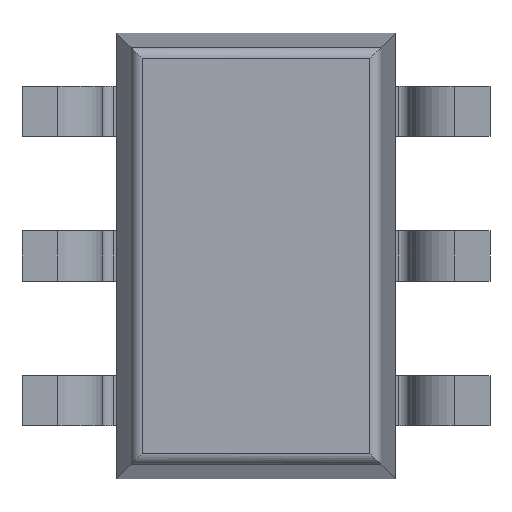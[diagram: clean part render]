
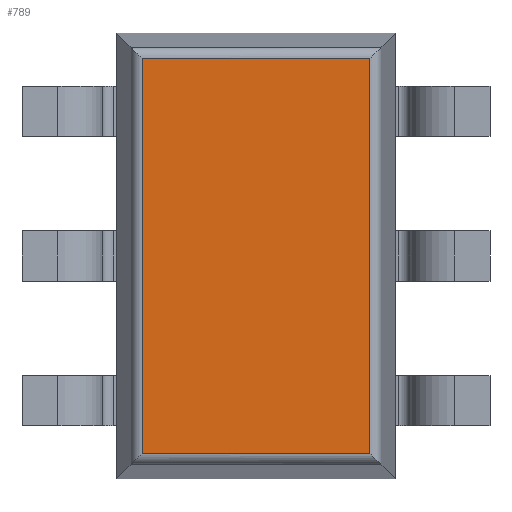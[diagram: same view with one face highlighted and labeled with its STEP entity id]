
A CAD part, front view. The second image highlights one B-rep face of the part: STEP entity #789.
In plain terms, the highlighted planar face has unit normal (0, -1, 0).
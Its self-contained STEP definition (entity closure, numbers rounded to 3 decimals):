
#23 = VERTEX_POINT ( 'NONE', #3120 ) ;
#126 = EDGE_CURVE ( 'NONE', #2535, #2817, #258, .T. ) ;
#156 = CARTESIAN_POINT ( 'NONE',  ( 0.511, 0.1, -0.886 ) ) ;
#258 = LINE ( 'NONE', #2572, #3076 ) ;
#283 = CARTESIAN_POINT ( 'NONE',  ( -0.511, 0.1, 0.886 ) ) ;
#297 = DIRECTION ( 'NONE',  ( 0., 0., -1. ) ) ;
#308 = LINE ( 'NONE', #1855, #1934 ) ;
#401 = VERTEX_POINT ( 'NONE', #156 ) ;
#422 = FACE_OUTER_BOUND ( 'NONE', #1518, .T. ) ;
#445 = PLANE ( 'NONE',  #2588 ) ;
#467 = ORIENTED_EDGE ( 'NONE', *, *, #2077, .T. ) ;
#481 = CARTESIAN_POINT ( 'NONE',  ( 0.511, 0.1, 0. ) ) ;
#725 = ORIENTED_EDGE ( 'NONE', *, *, #126, .T. ) ;
#789 = ADVANCED_FACE ( 'NONE', ( #422 ), #445, .T. ) ;
#1234 = LINE ( 'NONE', #481, #1448 ) ;
#1283 = CARTESIAN_POINT ( 'NONE',  ( 0., 0.1, -0.886 ) ) ;
#1448 = VECTOR ( 'NONE', #3280, 1000. ) ;
#1463 = CARTESIAN_POINT ( 'NONE',  ( 0., 0.1, 0. ) ) ;
#1498 = ORIENTED_EDGE ( 'NONE', *, *, #3236, .T. ) ;
#1518 = EDGE_LOOP ( 'NONE', ( #467, #1549, #725, #1498 ) ) ;
#1549 = ORIENTED_EDGE ( 'NONE', *, *, #2860, .T. ) ;
#1855 = CARTESIAN_POINT ( 'NONE',  ( 0., 0.1, 0.886 ) ) ;
#1934 = VECTOR ( 'NONE', #2130, 1000. ) ;
#2077 = EDGE_CURVE ( 'NONE', #401, #23, #1234, .T. ) ;
#2130 = DIRECTION ( 'NONE',  ( -1., 0., 0. ) ) ;
#2370 = DIRECTION ( 'NONE',  ( 0., -1., 0. ) ) ;
#2508 = CARTESIAN_POINT ( 'NONE',  ( -0.511, 0.1, -0.886 ) ) ;
#2535 = VERTEX_POINT ( 'NONE', #283 ) ;
#2572 = CARTESIAN_POINT ( 'NONE',  ( -0.511, 0.1, 0. ) ) ;
#2588 = AXIS2_PLACEMENT_3D ( 'NONE', #1463, #2370, #2692 ) ;
#2691 = VECTOR ( 'NONE', #3063, 1000. ) ;
#2692 = DIRECTION ( 'NONE',  ( 0., 0., -1. ) ) ;
#2817 = VERTEX_POINT ( 'NONE', #2508 ) ;
#2860 = EDGE_CURVE ( 'NONE', #23, #2535, #308, .T. ) ;
#3063 = DIRECTION ( 'NONE',  ( 1., 0., 0. ) ) ;
#3076 = VECTOR ( 'NONE', #297, 1000. ) ;
#3080 = LINE ( 'NONE', #1283, #2691 ) ;
#3120 = CARTESIAN_POINT ( 'NONE',  ( 0.511, 0.1, 0.886 ) ) ;
#3236 = EDGE_CURVE ( 'NONE', #2817, #401, #3080, .T. ) ;
#3280 = DIRECTION ( 'NONE',  ( 0., 0., 1. ) ) ;
